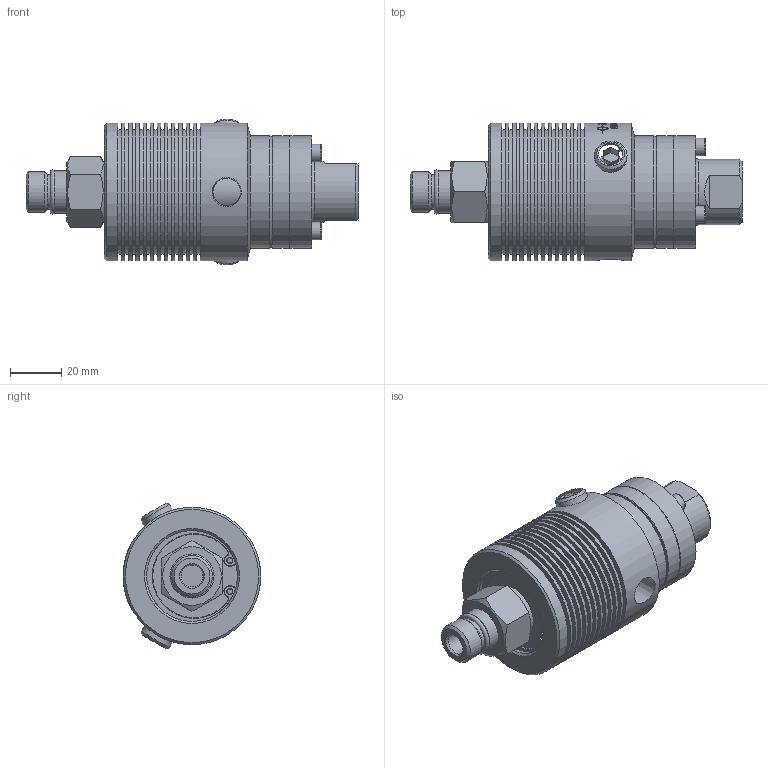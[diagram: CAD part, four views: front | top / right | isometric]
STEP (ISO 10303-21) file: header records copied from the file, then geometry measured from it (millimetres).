
FILE_DESCRIPTION(/* description */ (''),/* implementation_level */ '2;1');
FILE_NAME(/* name */ '1109-011-164-IC.stp',/* time_stamp */ '2020-05-14T09:44:30-05:00',/* author */ ('moorera'),/* organization */ (''),/* preprocessor_version */ 'ST-DEVELOPER v18.1',/* originating_system */ 'Autodesk Inventor 2020',/* authorisation */ '');
FILE_SCHEMA (('AUTOMOTIVE_DESIGN { 1 0 10303 214 3 1 1 }'));
Products named in the file (1): 1109-011-164-IC
Bounding box: 128.97 x 53.45 x 56.51 mm (x, y, z)
Volume: 163032.2 mm3; surface area: 37799.2 mm2
Topology: 2 solids, 10 shells, 530 faces, 1340 edges, 914 vertices
Faces by surface type: plane 209, bspline 154, cylinder 110, cone 31, torus 26
Full cylindrical faces by diameter (mm): 2 x2, 3.302 x3, 4.166 x3, 4.5 x3, 5.5 x3, 6.86 x3, 7.2 x3, 8.5 x1, 10.719 x3, 13.5 x1, 13.889 x1, 15.839 x1, 16.649 x1, 18.16 x1, 18.72 x1, 21.4 x1, 25.4 x1, 35.27 x1, 37.25 x1, 43.6 x3, 48.3 x12, 53.45 x13
Entity records: 52639 total; most frequent: CARTESIAN_POINT 39997, ORIENTED_EDGE 2674, DIRECTION 2340, EDGE_CURVE 1337, AXIS2_PLACEMENT_3D 916, VERTEX_POINT 914, EDGE_LOOP 627, FACE_OUTER_BOUND 530
